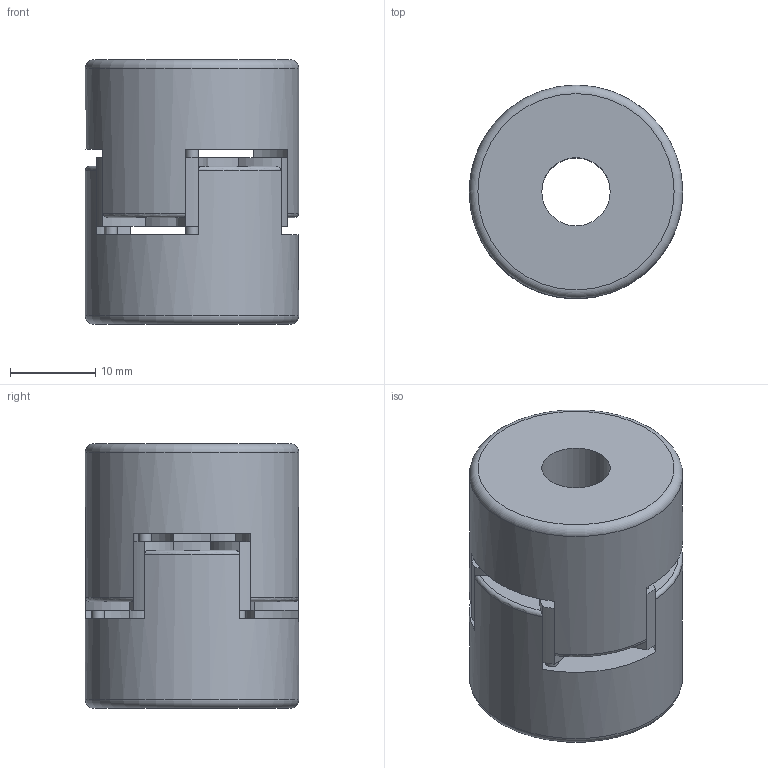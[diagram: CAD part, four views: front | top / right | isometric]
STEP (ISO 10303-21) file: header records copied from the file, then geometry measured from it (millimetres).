
FILE_DESCRIPTION(/* description */ (''),/* implementation_level */ '2;1');
FILE_NAME(/* name */ '2530-80_80.step',/* time_stamp */ '2023-01-20T14:25:38+01:00',/* author */ (''),/* organization */ (''),/* preprocessor_version */ 'ST-DEVELOPER v19.2',/* originating_system */ 'Autodesk Translation Framework v11.17.0.187',/* authorisation */ '');
FILE_SCHEMA (('AUTOMOTIVE_DESIGN { 1 0 10303 214 3 1 1 }'));
Length unit declared in the file: millimetre
Products named in the file (1): 2530-80_80_Kundenversion
Bounding box: 25 x 25 x 31 mm (x, y, z)
Volume: 12393.3 mm3; surface area: 6602.2 mm2
Topology: 3 solids, 3 shells, 79 faces, 201 edges, 134 vertices
Faces by surface type: cylinder 53, plane 18, torus 8
Full cylindrical faces by diameter (mm): 1.5 x6, 8 x2, 11 x1, 25 x2
Entity records: 2630 total; most frequent: CARTESIAN_POINT 547, DIRECTION 479, ORIENTED_EDGE 402, AXIS2_PLACEMENT_3D 210, EDGE_CURVE 201, VERTEX_POINT 134, CIRCLE 130, EDGE_LOOP 91
